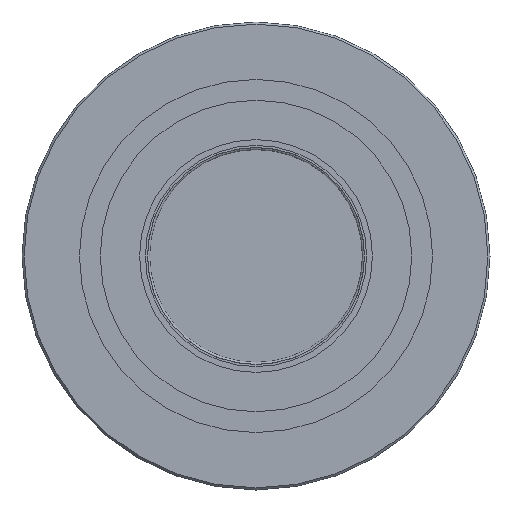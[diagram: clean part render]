
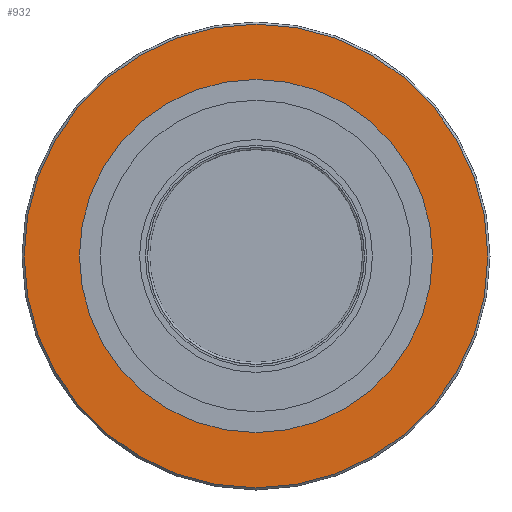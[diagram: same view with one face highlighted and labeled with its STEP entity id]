
A CAD part, front view. The second image highlights one B-rep face of the part: STEP entity #932.
In plain terms, the highlighted planar face has unit normal (0, -1, 0).
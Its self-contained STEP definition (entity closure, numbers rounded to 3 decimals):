
#49=FACE_BOUND('',#221,.T.);
#65=PLANE('',#1146);
#166=FACE_OUTER_BOUND('',#220,.T.);
#220=EDGE_LOOP('',(#788));
#221=EDGE_LOOP('',(#789,#790));
#323=CIRCLE('',#1141,54.5);
#327=CIRCLE('',#1147,41.5);
#328=CIRCLE('',#1148,41.5);
#431=VERTEX_POINT('',#1763);
#435=VERTEX_POINT('',#1775);
#436=VERTEX_POINT('',#1776);
#558=EDGE_CURVE('',#431,#431,#323,.T.);
#563=EDGE_CURVE('',#435,#436,#327,.T.);
#564=EDGE_CURVE('',#436,#435,#328,.T.);
#788=ORIENTED_EDGE('',*,*,#558,.F.);
#789=ORIENTED_EDGE('',*,*,#563,.T.);
#790=ORIENTED_EDGE('',*,*,#564,.T.);
#932=ADVANCED_FACE('',(#166,#49),#65,.T.);
#1141=AXIS2_PLACEMENT_3D('',#1765,#1434,#1435);
#1146=AXIS2_PLACEMENT_3D('',#1774,#1445,#1446);
#1147=AXIS2_PLACEMENT_3D('',#1777,#1447,#1448);
#1148=AXIS2_PLACEMENT_3D('',#1778,#1449,#1450);
#1434=DIRECTION('center_axis',(0.,1.,0.));
#1435=DIRECTION('ref_axis',(1.,0.,0.));
#1445=DIRECTION('center_axis',(0.,-1.,0.));
#1446=DIRECTION('ref_axis',(0.,0.,-1.));
#1447=DIRECTION('center_axis',(0.,1.,0.));
#1448=DIRECTION('ref_axis',(1.,0.,0.));
#1449=DIRECTION('center_axis',(0.,1.,0.));
#1450=DIRECTION('ref_axis',(1.,0.,0.));
#1763=CARTESIAN_POINT('',(-54.5,0.,0.));
#1765=CARTESIAN_POINT('Origin',(0.,0.,0.));
#1774=CARTESIAN_POINT('Origin',(-55.,0.,0.));
#1775=CARTESIAN_POINT('',(-41.5,0.,0.));
#1776=CARTESIAN_POINT('',(41.5,0.,0.));
#1777=CARTESIAN_POINT('Origin',(0.,0.,0.));
#1778=CARTESIAN_POINT('Origin',(0.,0.,0.));
